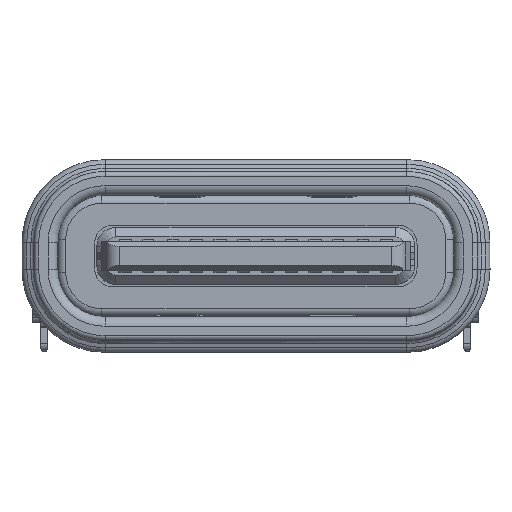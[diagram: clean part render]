
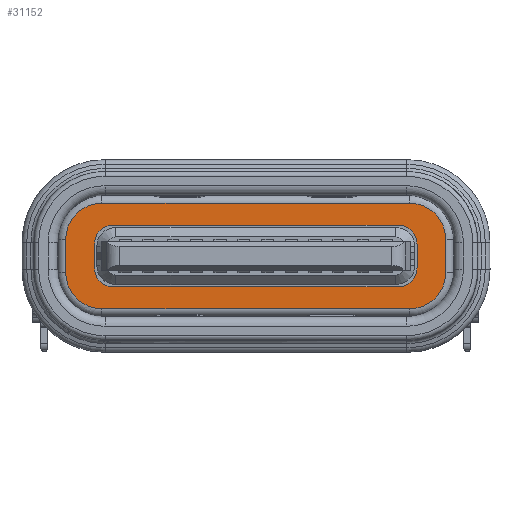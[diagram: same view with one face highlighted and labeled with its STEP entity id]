
A CAD part, left-side view. The second image highlights one B-rep face of the part: STEP entity #31152.
In plain terms, the highlighted planar face has unit normal (-1, 0, 0).
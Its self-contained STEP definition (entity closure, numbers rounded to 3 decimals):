
#215 = EDGE_CURVE ( 'NONE', #8413, #11901, #38258, .T. ) ;
#332 = DIRECTION ( 'NONE',  ( 0., 0., 1. ) ) ;
#972 = VECTOR ( 'NONE', #34229, 1000. ) ;
#1001 = ORIENTED_EDGE ( 'NONE', *, *, #215, .T. ) ;
#1454 = LINE ( 'NONE', #17708, #2713 ) ;
#1481 = CIRCLE ( 'NONE', #44879, 0.76 ) ;
#1637 = VERTEX_POINT ( 'NONE', #19205 ) ;
#1845 = AXIS2_PLACEMENT_3D ( 'NONE', #23620, #47947, #23361 ) ;
#2350 = ORIENTED_EDGE ( 'NONE', *, *, #2590, .F. ) ;
#2590 = EDGE_CURVE ( 'NONE', #29713, #3199, #13961, .T. ) ;
#2713 = VECTOR ( 'NONE', #13738, 1000. ) ;
#3006 = DIRECTION ( 'NONE',  ( 0., 1., 0. ) ) ;
#3199 = VERTEX_POINT ( 'NONE', #45256 ) ;
#3416 = EDGE_CURVE ( 'NONE', #30453, #15116, #18482, .T. ) ;
#3611 = LINE ( 'NONE', #11610, #32478 ) ;
#4136 = DIRECTION ( 'NONE',  ( 1., 0., 0. ) ) ;
#4491 = DIRECTION ( 'NONE',  ( 0., -1., 0. ) ) ;
#4780 = VECTOR ( 'NONE', #41243, 1000. ) ;
#4886 = EDGE_CURVE ( 'NONE', #32878, #28779, #51203, .T. ) ;
#4905 = FACE_BOUND ( 'NONE', #45030, .T. ) ;
#5568 = ORIENTED_EDGE ( 'NONE', *, *, #6962, .F. ) ;
#6075 = CIRCLE ( 'NONE', #24729, 0.4 ) ;
#6736 = EDGE_CURVE ( 'NONE', #32878, #15240, #8561, .T. ) ;
#6962 = EDGE_CURVE ( 'NONE', #40325, #1637, #8599, .T. ) ;
#8195 = CARTESIAN_POINT ( 'NONE',  ( 0., 4., 0.35 ) ) ;
#8413 = VERTEX_POINT ( 'NONE', #43056 ) ;
#8561 = CIRCLE ( 'NONE', #11105, 0.76 ) ;
#8599 = CIRCLE ( 'NONE', #23863, 0.76 ) ;
#9019 = CARTESIAN_POINT ( 'NONE',  ( 0., -3.24, -0.35 ) ) ;
#9180 = DIRECTION ( 'NONE',  ( 0., 0., 1. ) ) ;
#9562 = CARTESIAN_POINT ( 'NONE',  ( 0., 4., 0.35 ) ) ;
#9631 = CARTESIAN_POINT ( 'NONE',  ( 0., 3.24, -1.11 ) ) ;
#9694 = VERTEX_POINT ( 'NONE', #50634 ) ;
#9946 = CARTESIAN_POINT ( 'NONE',  ( 0., -3.24, -1.11 ) ) ;
#10933 = DIRECTION ( 'NONE',  ( 0., 1., 0. ) ) ;
#11105 = AXIS2_PLACEMENT_3D ( 'NONE', #12127, #4136, #36972 ) ;
#11536 = DIRECTION ( 'NONE',  ( 1., 0., 0. ) ) ;
#11610 = CARTESIAN_POINT ( 'NONE',  ( 0., -4., -0.35 ) ) ;
#11901 = VERTEX_POINT ( 'NONE', #31391 ) ;
#12033 = CIRCLE ( 'NONE', #1845, 0.4 ) ;
#12110 = ORIENTED_EDGE ( 'NONE', *, *, #42398, .T. ) ;
#12127 = CARTESIAN_POINT ( 'NONE',  ( 0., 3.24, -0.35 ) ) ;
#12739 = AXIS2_PLACEMENT_3D ( 'NONE', #9019, #25476, #4491 ) ;
#13185 = CARTESIAN_POINT ( 'NONE',  ( 0., -3.395, -0.25 ) ) ;
#13471 = DIRECTION ( 'NONE',  ( -1., 0., 0. ) ) ;
#13738 = DIRECTION ( 'NONE',  ( 0., -1., 0. ) ) ;
#13961 = CIRCLE ( 'NONE', #44608, 0.4 ) ;
#14277 = EDGE_CURVE ( 'NONE', #29713, #45978, #24382, .T. ) ;
#14284 = EDGE_LOOP ( 'NONE', ( #12110, #5568, #34909, #27285, #46575, #15088, #30861, #15291 ) ) ;
#14777 = EDGE_CURVE ( 'NONE', #46049, #9694, #1481, .T. ) ;
#15088 = ORIENTED_EDGE ( 'NONE', *, *, #6736, .F. ) ;
#15116 = VERTEX_POINT ( 'NONE', #16699 ) ;
#15156 = CARTESIAN_POINT ( 'NONE',  ( 0., -3.24, 1.11 ) ) ;
#15240 = VERTEX_POINT ( 'NONE', #21471 ) ;
#15291 = ORIENTED_EDGE ( 'NONE', *, *, #41489, .F. ) ;
#16699 = CARTESIAN_POINT ( 'NONE',  ( 0., -3.395, 0.25 ) ) ;
#17708 = CARTESIAN_POINT ( 'NONE',  ( 0., 2.995, -0.65 ) ) ;
#18087 = VERTEX_POINT ( 'NONE', #44143 ) ;
#18089 = DIRECTION ( 'NONE',  ( -1., 0., 0. ) ) ;
#18482 = LINE ( 'NONE', #13185, #39056 ) ;
#19205 = CARTESIAN_POINT ( 'NONE',  ( 0., -4., 0.35 ) ) ;
#20503 = CARTESIAN_POINT ( 'NONE',  ( 0., -3.395, -0.25 ) ) ;
#21471 = CARTESIAN_POINT ( 'NONE',  ( 0., 4., -0.35 ) ) ;
#22691 = CARTESIAN_POINT ( 'NONE',  ( 0., 3.24, 0.35 ) ) ;
#23361 = DIRECTION ( 'NONE',  ( 0., 0., -1. ) ) ;
#23620 = CARTESIAN_POINT ( 'NONE',  ( 0., -2.995, -0.25 ) ) ;
#23863 = AXIS2_PLACEMENT_3D ( 'NONE', #36916, #11536, #332 ) ;
#24382 = LINE ( 'NONE', #32152, #4780 ) ;
#24494 = DIRECTION ( 'NONE',  ( 0., 0., 1. ) ) ;
#24729 = AXIS2_PLACEMENT_3D ( 'NONE', #25761, #18089, #42099 ) ;
#25475 = CARTESIAN_POINT ( 'NONE',  ( 0., 3.395, -0.25 ) ) ;
#25476 = DIRECTION ( 'NONE',  ( 1., 0., 0. ) ) ;
#25761 = CARTESIAN_POINT ( 'NONE',  ( 0., -2.995, 0.25 ) ) ;
#26306 = EDGE_CURVE ( 'NONE', #3199, #40088, #1454, .T. ) ;
#26639 = CARTESIAN_POINT ( 'NONE',  ( 0., -3.24, 1.11 ) ) ;
#26867 = DIRECTION ( 'NONE',  ( 0., -1., 0. ) ) ;
#27285 = ORIENTED_EDGE ( 'NONE', *, *, #14777, .F. ) ;
#27476 = CARTESIAN_POINT ( 'NONE',  ( 0., 3.24, -1.11 ) ) ;
#27630 = LINE ( 'NONE', #15156, #42521 ) ;
#28779 = VERTEX_POINT ( 'NONE', #9946 ) ;
#29085 = FACE_OUTER_BOUND ( 'NONE', #14284, .T. ) ;
#29400 = EDGE_CURVE ( 'NONE', #8413, #45978, #36437, .T. ) ;
#29670 = DIRECTION ( 'NONE',  ( 0., 1., 0. ) ) ;
#29713 = VERTEX_POINT ( 'NONE', #25475 ) ;
#30453 = VERTEX_POINT ( 'NONE', #20503 ) ;
#30861 = ORIENTED_EDGE ( 'NONE', *, *, #4886, .T. ) ;
#31152 = ADVANCED_FACE ( 'NONE', ( #29085, #4905 ), #38721, .F. ) ;
#31247 = DIRECTION ( 'NONE',  ( 1., 0., 0. ) ) ;
#31391 = CARTESIAN_POINT ( 'NONE',  ( 0., -2.995, 0.65 ) ) ;
#31696 = DIRECTION ( 'NONE',  ( 1., 0., 0. ) ) ;
#32073 = AXIS2_PLACEMENT_3D ( 'NONE', #49344, #44793, #24494 ) ;
#32152 = CARTESIAN_POINT ( 'NONE',  ( 0., 3.395, -0.25 ) ) ;
#32478 = VECTOR ( 'NONE', #40976, 1000. ) ;
#32576 = EDGE_CURVE ( 'NONE', #40088, #30453, #12033, .T. ) ;
#32878 = VERTEX_POINT ( 'NONE', #27476 ) ;
#33219 = AXIS2_PLACEMENT_3D ( 'NONE', #51448, #31696, #10933 ) ;
#33622 = ORIENTED_EDGE ( 'NONE', *, *, #29400, .F. ) ;
#34089 = DIRECTION ( 'NONE',  ( 0., 0., -1. ) ) ;
#34229 = DIRECTION ( 'NONE',  ( 0., -1., 0. ) ) ;
#34354 = LINE ( 'NONE', #9562, #35373 ) ;
#34909 = ORIENTED_EDGE ( 'NONE', *, *, #41385, .T. ) ;
#35373 = VECTOR ( 'NONE', #34089, 1000. ) ;
#35779 = CIRCLE ( 'NONE', #12739, 0.76 ) ;
#36437 = CIRCLE ( 'NONE', #32073, 0.4 ) ;
#36916 = CARTESIAN_POINT ( 'NONE',  ( 0., -3.24, 0.35 ) ) ;
#36972 = DIRECTION ( 'NONE',  ( 0., 0., -1. ) ) ;
#37056 = EDGE_CURVE ( 'NONE', #15116, #11901, #6075, .T. ) ;
#38258 = LINE ( 'NONE', #42457, #972 ) ;
#38403 = CARTESIAN_POINT ( 'NONE',  ( 0., 3.395, 0.25 ) ) ;
#38585 = ORIENTED_EDGE ( 'NONE', *, *, #3416, .F. ) ;
#38606 = ORIENTED_EDGE ( 'NONE', *, *, #37056, .F. ) ;
#38721 = PLANE ( 'NONE',  #33219 ) ;
#39056 = VECTOR ( 'NONE', #9180, 1000. ) ;
#39126 = EDGE_CURVE ( 'NONE', #46049, #15240, #34354, .T. ) ;
#39996 = DIRECTION ( 'NONE',  ( 0., 1., 0. ) ) ;
#40088 = VERTEX_POINT ( 'NONE', #40912 ) ;
#40325 = VERTEX_POINT ( 'NONE', #26639 ) ;
#40912 = CARTESIAN_POINT ( 'NONE',  ( 0., -2.995, -0.65 ) ) ;
#40938 = ORIENTED_EDGE ( 'NONE', *, *, #14277, .T. ) ;
#40976 = DIRECTION ( 'NONE',  ( 0., 0., 1. ) ) ;
#41243 = DIRECTION ( 'NONE',  ( 0., 0., 1. ) ) ;
#41385 = EDGE_CURVE ( 'NONE', #40325, #9694, #27630, .T. ) ;
#41489 = EDGE_CURVE ( 'NONE', #18087, #28779, #35779, .T. ) ;
#42099 = DIRECTION ( 'NONE',  ( 0., -1., 0. ) ) ;
#42212 = ORIENTED_EDGE ( 'NONE', *, *, #26306, .F. ) ;
#42398 = EDGE_CURVE ( 'NONE', #18087, #1637, #3611, .T. ) ;
#42457 = CARTESIAN_POINT ( 'NONE',  ( 0., 2.995, 0.65 ) ) ;
#42521 = VECTOR ( 'NONE', #39996, 1000. ) ;
#43056 = CARTESIAN_POINT ( 'NONE',  ( 0., 2.995, 0.65 ) ) ;
#43626 = ORIENTED_EDGE ( 'NONE', *, *, #32576, .F. ) ;
#44143 = CARTESIAN_POINT ( 'NONE',  ( 0., -4., -0.35 ) ) ;
#44608 = AXIS2_PLACEMENT_3D ( 'NONE', #49980, #13471, #29670 ) ;
#44793 = DIRECTION ( 'NONE',  ( -1., 0., 0. ) ) ;
#44879 = AXIS2_PLACEMENT_3D ( 'NONE', #22691, #31247, #3006 ) ;
#45030 = EDGE_LOOP ( 'NONE', ( #2350, #40938, #33622, #1001, #38606, #38585, #43626, #42212 ) ) ;
#45256 = CARTESIAN_POINT ( 'NONE',  ( 0., 2.995, -0.65 ) ) ;
#45978 = VERTEX_POINT ( 'NONE', #38403 ) ;
#46049 = VERTEX_POINT ( 'NONE', #8195 ) ;
#46306 = VECTOR ( 'NONE', #26867, 1000. ) ;
#46575 = ORIENTED_EDGE ( 'NONE', *, *, #39126, .T. ) ;
#47947 = DIRECTION ( 'NONE',  ( -1., 0., 0. ) ) ;
#49344 = CARTESIAN_POINT ( 'NONE',  ( 0., 2.995, 0.25 ) ) ;
#49980 = CARTESIAN_POINT ( 'NONE',  ( 0., 2.995, -0.25 ) ) ;
#50634 = CARTESIAN_POINT ( 'NONE',  ( 0., 3.24, 1.11 ) ) ;
#51203 = LINE ( 'NONE', #9631, #46306 ) ;
#51448 = CARTESIAN_POINT ( 'NONE',  ( 0., 0., 0. ) ) ;
